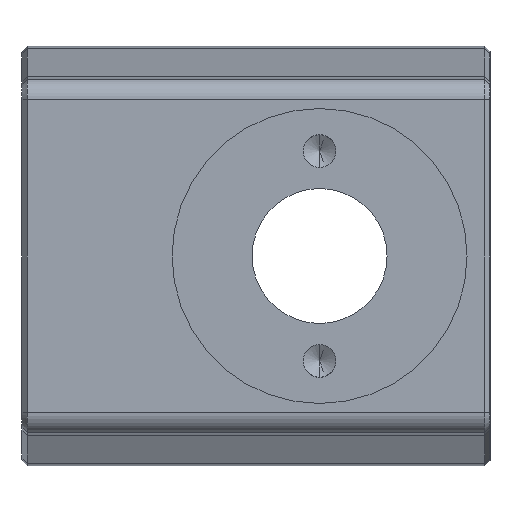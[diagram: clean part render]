
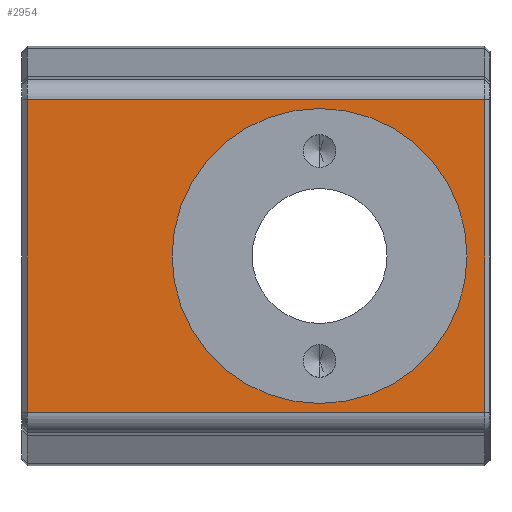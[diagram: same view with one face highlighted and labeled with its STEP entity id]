
A CAD part, left-side view. The second image highlights one B-rep face of the part: STEP entity #2954.
In plain terms, the highlighted face is planar.
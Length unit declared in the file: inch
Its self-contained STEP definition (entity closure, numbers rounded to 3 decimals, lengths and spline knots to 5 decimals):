
#104 = DIRECTION ( 'NONE',  ( 0., 0., 1. ) ) ;
#620 = CARTESIAN_POINT ( 'NONE',  ( 0.625, -0.19094, 0.44291 ) ) ;
#705 = ORIENTED_EDGE ( 'NONE', *, *, #6352, .F. ) ;
#706 = ORIENTED_EDGE ( 'NONE', *, *, #8907, .F. ) ;
#809 = CARTESIAN_POINT ( 'NONE',  ( 0.625, 0.70276, 0.469 ) ) ;
#815 = DIRECTION ( 'NONE',  ( 1., 0., 0. ) ) ;
#1120 = PLANE ( 'NONE',  #5375 ) ;
#1166 = FACE_BOUND ( 'NONE', #2459, .T. ) ;
#1444 = CARTESIAN_POINT ( 'NONE',  ( 0.625, -0.19094, 0. ) ) ;
#1914 = CARTESIAN_POINT ( 'NONE',  ( 0.625, -0.68713, 0.469 ) ) ;
#2459 = EDGE_LOOP ( 'NONE', ( #706, #705 ) ) ;
#2572 = DIRECTION ( 'NONE',  ( 0., 1., 0. ) ) ;
#2631 = EDGE_CURVE ( 'NONE', #5397, #6117, #6904, .T. ) ;
#2734 = ORIENTED_EDGE ( 'NONE', *, *, #7048, .T. ) ;
#2746 = CIRCLE ( 'NONE', #7904, 0.44291 ) ;
#2809 = VERTEX_POINT ( 'NONE', #4193 ) ;
#2873 = LINE ( 'NONE', #7901, #6998 ) ;
#2915 = AXIS2_PLACEMENT_3D ( 'NONE', #6389, #815, #5066 ) ;
#2954 = ADVANCED_FACE ( 'NONE', ( #1166, #4597 ), #1120, .F. ) ;
#3274 = EDGE_CURVE ( 'NONE', #6117, #6966, #2873, .T. ) ;
#3336 = DIRECTION ( 'NONE',  ( 0., 0., -1. ) ) ;
#3515 = LINE ( 'NONE', #4953, #6754 ) ;
#3601 = VECTOR ( 'NONE', #2572, 39.37008 ) ;
#3654 = CIRCLE ( 'NONE', #2915, 0.44291 ) ;
#4193 = CARTESIAN_POINT ( 'NONE',  ( 0.625, -0.19094, -0.44291 ) ) ;
#4269 = DIRECTION ( 'NONE',  ( 1., 0., 0. ) ) ;
#4597 = FACE_OUTER_BOUND ( 'NONE', #6942, .T. ) ;
#4617 = CARTESIAN_POINT ( 'NONE',  ( 0.625, 0.70276, -0.469 ) ) ;
#4851 = VERTEX_POINT ( 'NONE', #1914 ) ;
#4953 = CARTESIAN_POINT ( 'NONE',  ( 0.625, -0.68713, 0.5315 ) ) ;
#5066 = DIRECTION ( 'NONE',  ( 0., 0., -1. ) ) ;
#5118 = DIRECTION ( 'NONE',  ( -1., 0., 0. ) ) ;
#5375 = AXIS2_PLACEMENT_3D ( 'NONE', #7393, #5118, #7963 ) ;
#5397 = VERTEX_POINT ( 'NONE', #7571 ) ;
#6053 = CARTESIAN_POINT ( 'NONE',  ( 0.625, 0.68713, -0.469 ) ) ;
#6117 = VERTEX_POINT ( 'NONE', #6053 ) ;
#6156 = CARTESIAN_POINT ( 'NONE',  ( 0.625, 0.68713, 0.469 ) ) ;
#6352 = EDGE_CURVE ( 'NONE', #9001, #2809, #2746, .T. ) ;
#6389 = CARTESIAN_POINT ( 'NONE',  ( 0.625, -0.19094, 0. ) ) ;
#6732 = VECTOR ( 'NONE', #7082, 39.37008 ) ;
#6754 = VECTOR ( 'NONE', #9140, 39.37008 ) ;
#6904 = LINE ( 'NONE', #4617, #3601 ) ;
#6942 = EDGE_LOOP ( 'NONE', ( #2734, #7497, #7264, #7038 ) ) ;
#6966 = VERTEX_POINT ( 'NONE', #6156 ) ;
#6985 = LINE ( 'NONE', #809, #6732 ) ;
#6998 = VECTOR ( 'NONE', #104, 39.37008 ) ;
#7038 = ORIENTED_EDGE ( 'NONE', *, *, #3274, .T. ) ;
#7048 = EDGE_CURVE ( 'NONE', #6966, #4851, #6985, .T. ) ;
#7082 = DIRECTION ( 'NONE',  ( 0., -1., 0. ) ) ;
#7264 = ORIENTED_EDGE ( 'NONE', *, *, #2631, .T. ) ;
#7393 = CARTESIAN_POINT ( 'NONE',  ( 0.625, 0.70276, 0.5315 ) ) ;
#7497 = ORIENTED_EDGE ( 'NONE', *, *, #8199, .T. ) ;
#7571 = CARTESIAN_POINT ( 'NONE',  ( 0.625, -0.68713, -0.469 ) ) ;
#7901 = CARTESIAN_POINT ( 'NONE',  ( 0.625, 0.68713, 0.469 ) ) ;
#7904 = AXIS2_PLACEMENT_3D ( 'NONE', #1444, #4269, #3336 ) ;
#7963 = DIRECTION ( 'NONE',  ( 0., 0., 1. ) ) ;
#8199 = EDGE_CURVE ( 'NONE', #4851, #5397, #3515, .T. ) ;
#8907 = EDGE_CURVE ( 'NONE', #2809, #9001, #3654, .T. ) ;
#9001 = VERTEX_POINT ( 'NONE', #620 ) ;
#9140 = DIRECTION ( 'NONE',  ( 0., 0., -1. ) ) ;
